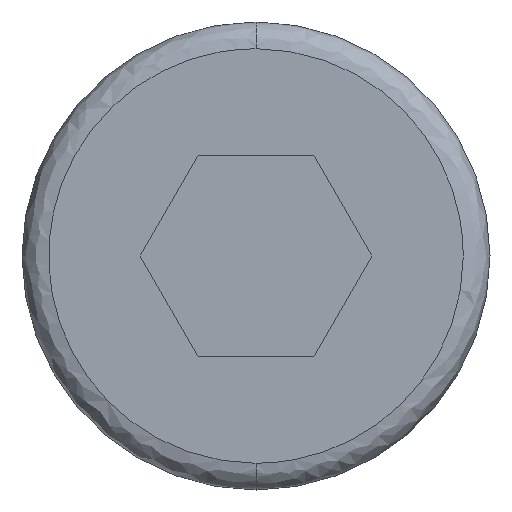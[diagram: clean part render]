
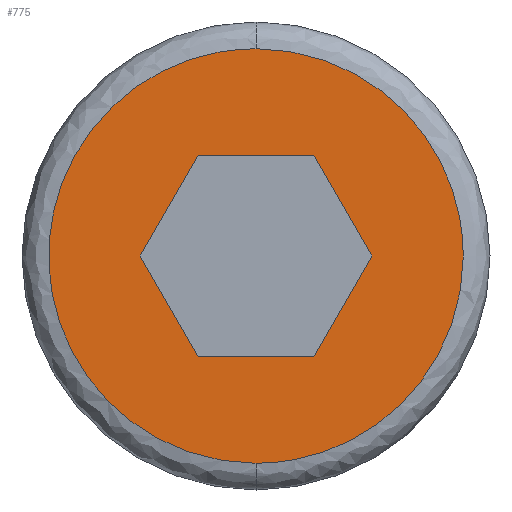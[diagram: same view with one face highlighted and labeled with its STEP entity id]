
A CAD part, front view. The second image highlights one B-rep face of the part: STEP entity #775.
In plain terms, the highlighted planar face has unit normal (0, -1, 0).
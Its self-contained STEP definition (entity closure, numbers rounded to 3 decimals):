
#2 = VERTEX_POINT ( 'NONE', #45 ) ;
#4 = ORIENTED_EDGE ( 'NONE', *, *, #194, .T. ) ;
#11 = ORIENTED_EDGE ( 'NONE', *, *, #285, .T. ) ;
#27 = VECTOR ( 'NONE', #232, 1000. ) ;
#28 = ORIENTED_EDGE ( 'NONE', *, *, #747, .T. ) ;
#34 = DIRECTION ( 'NONE',  ( 0.5, 0., 0.866 ) ) ;
#37 = CARTESIAN_POINT ( 'NONE',  ( -1.299, -4., 0.75 ) ) ;
#40 = CARTESIAN_POINT ( 'NONE',  ( -3.1, -4., -1.816 ) ) ;
#45 = CARTESIAN_POINT ( 'NONE',  ( -0.866, -4., 1.5 ) ) ;
#51 = CARTESIAN_POINT ( 'NONE',  ( 0., -4., -3.1 ) ) ;
#55 = CARTESIAN_POINT ( 'NONE',  ( -1.299, -4., -0.75 ) ) ;
#60 = DIRECTION ( 'NONE',  ( 1., 0., 0. ) ) ;
#61 = ORIENTED_EDGE ( 'NONE', *, *, #721, .T. ) ;
#72 = CARTESIAN_POINT ( 'NONE',  ( 1.732, -4., 0. ) ) ;
#73 = DIRECTION ( 'NONE',  ( 0., 0., -1. ) ) ;
#93 = VECTOR ( 'NONE', #60, 1000. ) ;
#114 = CARTESIAN_POINT ( 'NONE',  ( 3.1, -4., -1.816 ) ) ;
#118 = DIRECTION ( 'NONE',  ( -0.5, 0., 0.866 ) ) ;
#129 = CARTESIAN_POINT ( 'NONE',  ( 0., -4., 3.1 ) ) ;
#155 = FACE_BOUND ( 'NONE', #706, .T. ) ;
#162 = EDGE_CURVE ( 'NONE', #275, #269, #489, .T. ) ;
#168 = CARTESIAN_POINT ( 'NONE',  ( -3.1, -4., 0. ) ) ;
#169 = EDGE_CURVE ( 'NONE', #328, #275, #577, .T. ) ;
#178 = VECTOR ( 'NONE', #118, 1000. ) ;
#180 = CARTESIAN_POINT ( 'NONE',  ( 3.1, -4., 0. ) ) ;
#185 = CARTESIAN_POINT ( 'NONE',  ( 1.816, -4., 3.1 ) ) ;
#186 = CARTESIAN_POINT ( 'NONE',  ( 0., -4., 1.5 ) ) ;
#189 = VECTOR ( 'NONE', #400, 1000. ) ;
#194 = EDGE_CURVE ( 'NONE', #203, #351, #538, .T. ) ;
#203 = VERTEX_POINT ( 'NONE', #302 ) ;
#232 = DIRECTION ( 'NONE',  ( 0.5, 0., -0.866 ) ) ;
#236 = LINE ( 'NONE', #638, #189 ) ;
#256 = LINE ( 'NONE', #186, #93 ) ;
#269 = VERTEX_POINT ( 'NONE', #309 ) ;
#275 = VERTEX_POINT ( 'NONE', #725 ) ;
#277 = ORIENTED_EDGE ( 'NONE', *, *, #162, .F. ) ;
#282 = VECTOR ( 'NONE', #34, 1000. ) ;
#285 = EDGE_CURVE ( 'NONE', #515, #288, #527, .T. ) ;
#288 = VERTEX_POINT ( 'NONE', #490 ) ;
#302 = CARTESIAN_POINT ( 'NONE',  ( 0.866, -4., 1.5 ) ) ;
#308 = VECTOR ( 'NONE', #423, 1000. ) ;
#309 = CARTESIAN_POINT ( 'NONE',  ( 0., -4., -3.1 ) ) ;
#328 = VERTEX_POINT ( 'NONE', #129 ) ;
#349 = CARTESIAN_POINT ( 'NONE',  ( -3.1, -4., 1.816 ) ) ;
#351 = VERTEX_POINT ( 'NONE', #72 ) ;
#354 = AXIS2_PLACEMENT_3D ( 'NONE', #376, #498, #73 ) ;
#355 = CARTESIAN_POINT ( 'NONE',  ( 1.299, -4., 0.75 ) ) ;
#369 = ORIENTED_EDGE ( 'NONE', *, *, #454, .T. ) ;
#376 = CARTESIAN_POINT ( 'NONE',  ( 0., -4., 0. ) ) ;
#400 = DIRECTION ( 'NONE',  ( -0.5, 0., -0.866 ) ) ;
#401 = CARTESIAN_POINT ( 'NONE',  ( -1.816, -4., -3.1 ) ) ;
#423 = DIRECTION ( 'NONE',  ( -1., 0., 0. ) ) ;
#429 = ORIENTED_EDGE ( 'NONE', *, *, #169, .F. ) ;
#441 =( BOUNDED_CURVE ( )  B_SPLINE_CURVE ( 3, ( #51, #401, #40, #168, #349, #584, #652 ),
 .UNSPECIFIED., .F., .T. ) 
 B_SPLINE_CURVE_WITH_KNOTS ( ( 4, 3, 4 ),
 ( 0.333, 0.667, 1. ),
 .UNSPECIFIED. ) 
 CURVE ( )  GEOMETRIC_REPRESENTATION_ITEM ( )  RATIONAL_B_SPLINE_CURVE ( ( 1., 0.805, 0.805, 1., 0.805, 0.805, 1. ) ) 
 REPRESENTATION_ITEM ( '' )  );
#445 = VERTEX_POINT ( 'NONE', #633 ) ;
#448 = EDGE_CURVE ( 'NONE', #351, #515, #236, .T. ) ;
#454 = EDGE_CURVE ( 'NONE', #445, #2, #695, .T. ) ;
#483 = CARTESIAN_POINT ( 'NONE',  ( 0., -4., 3.1 ) ) ;
#489 =( BOUNDED_CURVE ( )  B_SPLINE_CURVE ( 3, ( #540, #114, #600, #716 ),
 .UNSPECIFIED., .F., .T. ) 
 B_SPLINE_CURVE_WITH_KNOTS ( ( 4, 4 ),
 ( 0., 0.333 ),
 .UNSPECIFIED. ) 
 CURVE ( )  GEOMETRIC_REPRESENTATION_ITEM ( )  RATIONAL_B_SPLINE_CURVE ( ( 1., 0.805, 0.805, 1. ) ) 
 REPRESENTATION_ITEM ( '' )  );
#490 = CARTESIAN_POINT ( 'NONE',  ( -0.866, -4., -1.5 ) ) ;
#498 = DIRECTION ( 'NONE',  ( 0., -1., 0. ) ) ;
#515 = VERTEX_POINT ( 'NONE', #692 ) ;
#527 = LINE ( 'NONE', #722, #308 ) ;
#537 = LINE ( 'NONE', #55, #178 ) ;
#538 = LINE ( 'NONE', #355, #27 ) ;
#540 = CARTESIAN_POINT ( 'NONE',  ( 3.1, -4., 0. ) ) ;
#541 = ORIENTED_EDGE ( 'NONE', *, *, #448, .T. ) ;
#546 = EDGE_CURVE ( 'NONE', #269, #328, #441, .T. ) ;
#548 = EDGE_LOOP ( 'NONE', ( #429, #643, #277 ) ) ;
#577 =( BOUNDED_CURVE ( )  B_SPLINE_CURVE ( 3, ( #483, #185, #598, #180 ),
 .UNSPECIFIED., .F., .T. ) 
 B_SPLINE_CURVE_WITH_KNOTS ( ( 4, 4 ),
 ( 0., 1. ),
 .UNSPECIFIED. ) 
 CURVE ( )  GEOMETRIC_REPRESENTATION_ITEM ( )  RATIONAL_B_SPLINE_CURVE ( ( 1., 0.805, 0.805, 1. ) ) 
 REPRESENTATION_ITEM ( '' )  );
#584 = CARTESIAN_POINT ( 'NONE',  ( -1.816, -4., 3.1 ) ) ;
#598 = CARTESIAN_POINT ( 'NONE',  ( 3.1, -4., 1.816 ) ) ;
#600 = CARTESIAN_POINT ( 'NONE',  ( 1.816, -4., -3.1 ) ) ;
#633 = CARTESIAN_POINT ( 'NONE',  ( -1.732, -4., 0. ) ) ;
#638 = CARTESIAN_POINT ( 'NONE',  ( 1.732, -4., 0. ) ) ;
#643 = ORIENTED_EDGE ( 'NONE', *, *, #546, .F. ) ;
#652 = CARTESIAN_POINT ( 'NONE',  ( 0., -4., 3.1 ) ) ;
#674 = PLANE ( 'NONE',  #354 ) ;
#692 = CARTESIAN_POINT ( 'NONE',  ( 0.866, -4., -1.5 ) ) ;
#695 = LINE ( 'NONE', #37, #282 ) ;
#706 = EDGE_LOOP ( 'NONE', ( #4, #541, #11, #61, #369, #28 ) ) ;
#711 = FACE_OUTER_BOUND ( 'NONE', #548, .T. ) ;
#716 = CARTESIAN_POINT ( 'NONE',  ( 0., -4., -3.1 ) ) ;
#721 = EDGE_CURVE ( 'NONE', #288, #445, #537, .T. ) ;
#722 = CARTESIAN_POINT ( 'NONE',  ( 0.433, -4., -1.5 ) ) ;
#725 = CARTESIAN_POINT ( 'NONE',  ( 3.1, -4., 0. ) ) ;
#747 = EDGE_CURVE ( 'NONE', #2, #203, #256, .T. ) ;
#775 = ADVANCED_FACE ( 'NONE', ( #155, #711 ), #674, .T. ) ;
